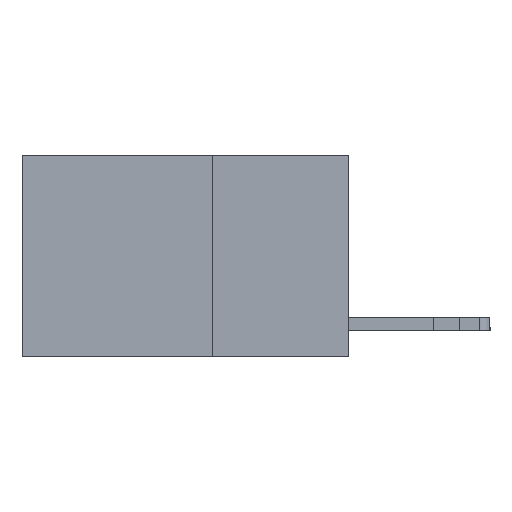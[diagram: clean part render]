
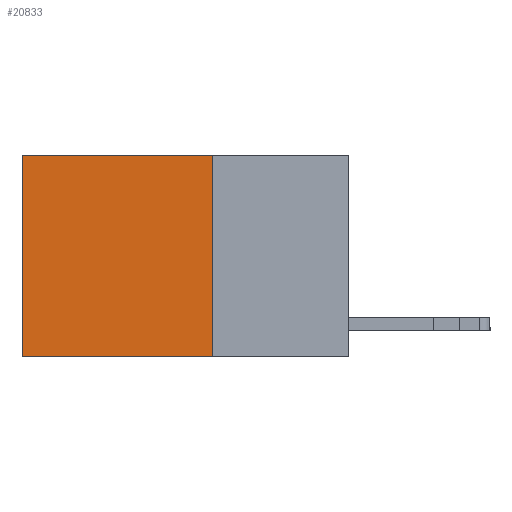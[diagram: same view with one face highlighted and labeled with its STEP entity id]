
A CAD part, left-side view. The second image highlights one B-rep face of the part: STEP entity #20833.
In plain terms, the highlighted planar face has unit normal (-1, 0, 0).
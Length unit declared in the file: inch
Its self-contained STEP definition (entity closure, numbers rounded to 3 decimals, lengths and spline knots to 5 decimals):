
#1063 = AXIS2_PLACEMENT_3D ( 'NONE', #15778, #14340, #9008 ) ;
#1149 = CARTESIAN_POINT ( 'NONE',  ( 0.2625, 0.25, 0. ) ) ;
#2366 = CARTESIAN_POINT ( 'NONE',  ( 0.2625, 0.25, 0. ) ) ;
#3473 = CARTESIAN_POINT ( 'NONE',  ( 0.2625, 0.6, 0. ) ) ;
#5388 = CARTESIAN_POINT ( 'NONE',  ( 0.2625, 0.6, 0. ) ) ;
#5586 = FACE_OUTER_BOUND ( 'NONE', #13394, .T. ) ;
#5894 = ORIENTED_EDGE ( 'NONE', *, *, #19793, .T. ) ;
#6404 = LINE ( 'NONE', #13050, #21344 ) ;
#6661 = VECTOR ( 'NONE', #10210, 39.37008 ) ;
#7324 = EDGE_CURVE ( 'NONE', #19256, #10317, #6404, .T. ) ;
#7521 = CARTESIAN_POINT ( 'NONE',  ( 0.2625, 0.25, 0. ) ) ;
#8206 = VERTEX_POINT ( 'NONE', #1149 ) ;
#8567 = ORIENTED_EDGE ( 'NONE', *, *, #11946, .T. ) ;
#9008 = DIRECTION ( 'NONE',  ( 0., 0., -1. ) ) ;
#10210 = DIRECTION ( 'NONE',  ( 0., 0., -1. ) ) ;
#10317 = VERTEX_POINT ( 'NONE', #16622 ) ;
#11946 = EDGE_CURVE ( 'NONE', #8206, #16415, #20694, .T. ) ;
#11992 = CARTESIAN_POINT ( 'NONE',  ( 0.2625, 0.25, -0.37 ) ) ;
#12468 = VECTOR ( 'NONE', #14296, 39.37008 ) ;
#12939 = DIRECTION ( 'NONE',  ( 0., 1., 0. ) ) ;
#13050 = CARTESIAN_POINT ( 'NONE',  ( 0.2625, 0.25, -0.37 ) ) ;
#13272 = EDGE_CURVE ( 'NONE', #8206, #19256, #18847, .T. ) ;
#13394 = EDGE_LOOP ( 'NONE', ( #5894, #13775, #19633, #8567 ) ) ;
#13578 = VECTOR ( 'NONE', #15547, 39.37008 ) ;
#13775 = ORIENTED_EDGE ( 'NONE', *, *, #7324, .F. ) ;
#14296 = DIRECTION ( 'NONE',  ( 0., 1., 0. ) ) ;
#14340 = DIRECTION ( 'NONE',  ( 1., 0., 0. ) ) ;
#15547 = DIRECTION ( 'NONE',  ( 0., 0., -1. ) ) ;
#15778 = CARTESIAN_POINT ( 'NONE',  ( 0.2625, 0.25, 0. ) ) ;
#16415 = VERTEX_POINT ( 'NONE', #5388 ) ;
#16622 = CARTESIAN_POINT ( 'NONE',  ( 0.2625, 0.6, -0.37 ) ) ;
#17533 = PLANE ( 'NONE',  #1063 ) ;
#18847 = LINE ( 'NONE', #2366, #13578 ) ;
#19256 = VERTEX_POINT ( 'NONE', #11992 ) ;
#19633 = ORIENTED_EDGE ( 'NONE', *, *, #13272, .F. ) ;
#19793 = EDGE_CURVE ( 'NONE', #16415, #10317, #20157, .T. ) ;
#20157 = LINE ( 'NONE', #3473, #6661 ) ;
#20694 = LINE ( 'NONE', #7521, #12468 ) ;
#20833 = ADVANCED_FACE ( 'NONE', ( #5586 ), #17533, .F. ) ;
#21344 = VECTOR ( 'NONE', #12939, 39.37008 ) ;
